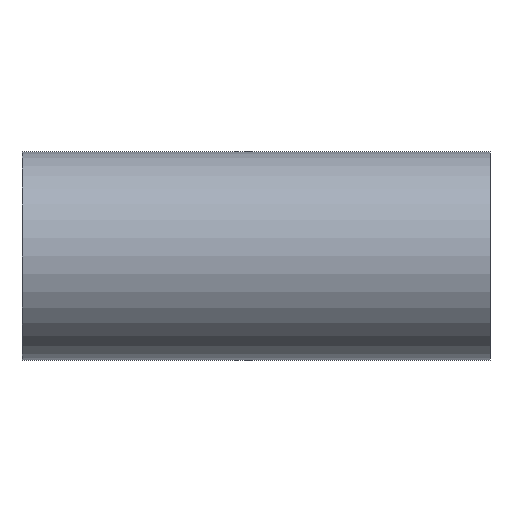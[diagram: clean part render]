
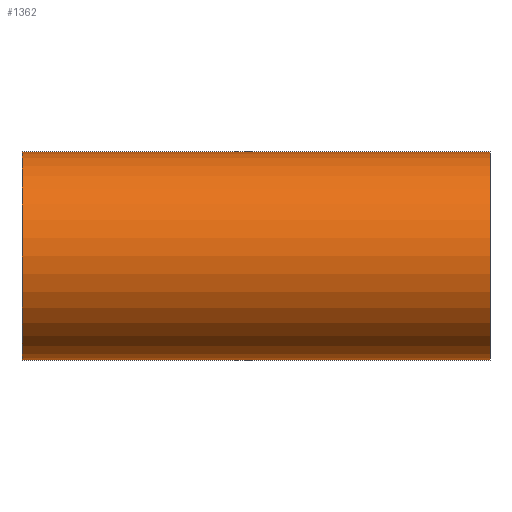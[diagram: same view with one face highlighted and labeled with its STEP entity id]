
A CAD part, front view. The second image highlights one B-rep face of the part: STEP entity #1362.
In plain terms, the highlighted cylindrical face has radius 38.1 mm (diameter 76.2 mm), a partial arc.
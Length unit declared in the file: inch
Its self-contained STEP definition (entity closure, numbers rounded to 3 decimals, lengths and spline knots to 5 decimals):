
#15 = CARTESIAN_POINT ( 'NONE',  ( -3.37402, 0., -1.5 ) ) ;
#59 = DIRECTION ( 'NONE',  ( -1., 0., 0. ) ) ;
#75 = DIRECTION ( 'NONE',  ( -1., 0., 0. ) ) ;
#100 = EDGE_CURVE ( 'NONE', #1896, #1638, #1699, .T. ) ;
#160 = DIRECTION ( 'NONE',  ( 0., 0., -1. ) ) ;
#175 = CARTESIAN_POINT ( 'NONE',  ( -3.37402, 0., 0. ) ) ;
#219 = CYLINDRICAL_SURFACE ( 'NONE', #1735, 1.5 ) ;
#259 = EDGE_CURVE ( 'NONE', #1638, #447, #1084, .T. ) ;
#304 = VECTOR ( 'NONE', #59, 39.37008 ) ;
#320 = DIRECTION ( 'NONE',  ( -1., 0., 0. ) ) ;
#447 = VERTEX_POINT ( 'NONE', #15 ) ;
#502 = EDGE_LOOP ( 'NONE', ( #1925, #1419, #534, #1566 ) ) ;
#534 = ORIENTED_EDGE ( 'NONE', *, *, #100, .T. ) ;
#657 = CARTESIAN_POINT ( 'NONE',  ( 3.37402, 0., 1.5 ) ) ;
#976 = CARTESIAN_POINT ( 'NONE',  ( 3.37402, 0., 0. ) ) ;
#1084 = CIRCLE ( 'NONE', #1856, 1.5 ) ;
#1131 = LINE ( 'NONE', #1710, #304 ) ;
#1137 = DIRECTION ( 'NONE',  ( 0., 0., -1. ) ) ;
#1161 = DIRECTION ( 'NONE',  ( 0., 0., 1. ) ) ;
#1224 = EDGE_CURVE ( 'NONE', #2102, #447, #1131, .T. ) ;
#1362 = ADVANCED_FACE ( 'NONE', ( #1667 ), #219, .T. ) ;
#1419 = ORIENTED_EDGE ( 'NONE', *, *, #1934, .F. ) ;
#1528 = DIRECTION ( 'NONE',  ( 1., 0., 0. ) ) ;
#1566 = ORIENTED_EDGE ( 'NONE', *, *, #259, .T. ) ;
#1638 = VERTEX_POINT ( 'NONE', #2150 ) ;
#1641 = AXIS2_PLACEMENT_3D ( 'NONE', #976, #1528, #1137 ) ;
#1659 = CIRCLE ( 'NONE', #1641, 1.5 ) ;
#1667 = FACE_OUTER_BOUND ( 'NONE', #502, .T. ) ;
#1672 = CARTESIAN_POINT ( 'NONE',  ( 3.37402, 0., 0. ) ) ;
#1699 = LINE ( 'NONE', #2111, #2205 ) ;
#1710 = CARTESIAN_POINT ( 'NONE',  ( 3.37402, 0., -1.5 ) ) ;
#1735 = AXIS2_PLACEMENT_3D ( 'NONE', #1672, #75, #1161 ) ;
#1856 = AXIS2_PLACEMENT_3D ( 'NONE', #175, #1978, #160 ) ;
#1896 = VERTEX_POINT ( 'NONE', #657 ) ;
#1925 = ORIENTED_EDGE ( 'NONE', *, *, #1224, .F. ) ;
#1934 = EDGE_CURVE ( 'NONE', #1896, #2102, #1659, .T. ) ;
#1978 = DIRECTION ( 'NONE',  ( 1., 0., 0. ) ) ;
#2102 = VERTEX_POINT ( 'NONE', #2274 ) ;
#2111 = CARTESIAN_POINT ( 'NONE',  ( 3.37402, 0., 1.5 ) ) ;
#2150 = CARTESIAN_POINT ( 'NONE',  ( -3.37402, 0., 1.5 ) ) ;
#2205 = VECTOR ( 'NONE', #320, 39.37008 ) ;
#2274 = CARTESIAN_POINT ( 'NONE',  ( 3.37402, 0., -1.5 ) ) ;
